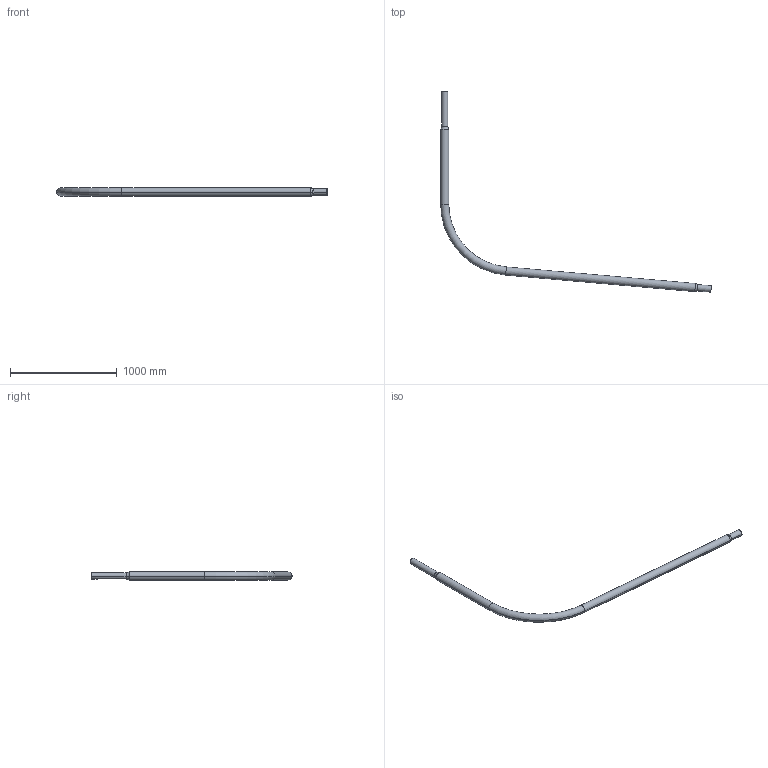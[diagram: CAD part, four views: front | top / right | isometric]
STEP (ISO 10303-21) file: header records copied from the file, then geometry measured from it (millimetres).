
FILE_DESCRIPTION (( 'STEP AP214' ), '1' );
FILE_NAME ('130130KXXX P225BK 4607974 P-KARTIOVARSI_3D.step', '2022-05-28T14:16:44', ( '' ), ( '' ), 'SwSTEP 2.0', 'SolidWorks 2021', '' );
FILE_SCHEMA (( 'AUTOMOTIVE_DESIGN' ));
Length unit declared in the file: millimetre
Products named in the file (1): 130130KXXX P225BK 4607974 P-KARTIOVARSI_3D
Bounding box: 2540.59 x 1879.96 x 76.1 mm (x, y, z)
Volume: 2553534.1 mm3; surface area: 1757021.5 mm2
Topology: 1 solids, 1 shells, 53 faces, 118 edges, 68 vertices
Faces by surface type: cylinder 25, torus 14, plane 10, bspline 3, sphere 1
Entity records: 1671 total; most frequent: CARTESIAN_POINT 443, DIRECTION 279, ORIENTED_EDGE 234, AXIS2_PLACEMENT_3D 120, EDGE_CURVE 117, CIRCLE 69, VERTEX_POINT 68, EDGE_LOOP 57
